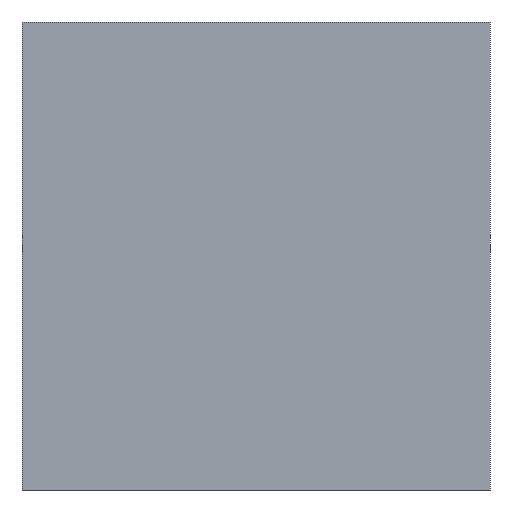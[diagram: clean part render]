
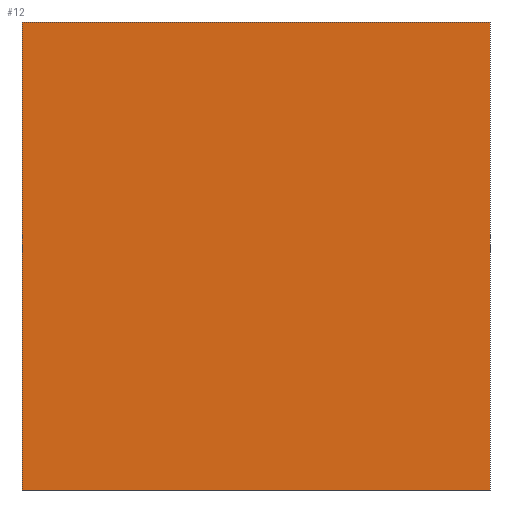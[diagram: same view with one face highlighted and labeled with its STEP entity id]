
A CAD part, left-side view. The second image highlights one B-rep face of the part: STEP entity #12.
In plain terms, the highlighted planar face has unit normal (-1, 0, 0).
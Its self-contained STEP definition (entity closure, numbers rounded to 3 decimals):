
#4 = EDGE_CURVE ( 'NONE', #57, #138, #98, .T. ) ;
#12 = ADVANCED_FACE ( 'NONE', ( #101 ), #189, .F. ) ;
#20 = LINE ( 'NONE', #149, #22 ) ;
#22 = VECTOR ( 'NONE', #162, 1000. ) ;
#24 = DIRECTION ( 'NONE',  ( 1., 0., 0. ) ) ;
#27 = CARTESIAN_POINT ( 'NONE',  ( 284.707, 79.358, 25. ) ) ;
#40 = EDGE_LOOP ( 'NONE', ( #188, #179, #121, #144 ) ) ;
#41 = VECTOR ( 'NONE', #224, 1000. ) ;
#44 = VECTOR ( 'NONE', #105, 1000. ) ;
#48 = CARTESIAN_POINT ( 'NONE',  ( 284.707, 54.358, 25. ) ) ;
#52 = CARTESIAN_POINT ( 'NONE',  ( 284.707, 54.358, 0. ) ) ;
#57 = VERTEX_POINT ( 'NONE', #27 ) ;
#61 = VECTOR ( 'NONE', #129, 1000. ) ;
#62 = CARTESIAN_POINT ( 'NONE',  ( 284.707, 79.358, 25. ) ) ;
#75 = LINE ( 'NONE', #48, #44 ) ;
#89 = VERTEX_POINT ( 'NONE', #229 ) ;
#97 = EDGE_CURVE ( 'NONE', #57, #89, #75, .T. ) ;
#98 = LINE ( 'NONE', #62, #41 ) ;
#101 = FACE_OUTER_BOUND ( 'NONE', #40, .T. ) ;
#105 = DIRECTION ( 'NONE',  ( 0., -1., 0. ) ) ;
#112 = LINE ( 'NONE', #180, #61 ) ;
#114 = DIRECTION ( 'NONE',  ( 0., 0., -1. ) ) ;
#121 = ORIENTED_EDGE ( 'NONE', *, *, #97, .F. ) ;
#129 = DIRECTION ( 'NONE',  ( 0., -1., 0. ) ) ;
#138 = VERTEX_POINT ( 'NONE', #227 ) ;
#144 = ORIENTED_EDGE ( 'NONE', *, *, #4, .T. ) ;
#149 = CARTESIAN_POINT ( 'NONE',  ( 284.707, 54.358, 25. ) ) ;
#162 = DIRECTION ( 'NONE',  ( 0., 0., -1. ) ) ;
#167 = VERTEX_POINT ( 'NONE', #52 ) ;
#172 = EDGE_CURVE ( 'NONE', #138, #167, #112, .T. ) ;
#179 = ORIENTED_EDGE ( 'NONE', *, *, #231, .F. ) ;
#180 = CARTESIAN_POINT ( 'NONE',  ( 284.707, 66.858, 0. ) ) ;
#188 = ORIENTED_EDGE ( 'NONE', *, *, #172, .T. ) ;
#189 = PLANE ( 'NONE',  #216 ) ;
#216 = AXIS2_PLACEMENT_3D ( 'NONE', #222, #24, #114 ) ;
#222 = CARTESIAN_POINT ( 'NONE',  ( 284.707, 66.858, 25. ) ) ;
#224 = DIRECTION ( 'NONE',  ( 0., 0., -1. ) ) ;
#227 = CARTESIAN_POINT ( 'NONE',  ( 284.707, 79.358, 0. ) ) ;
#229 = CARTESIAN_POINT ( 'NONE',  ( 284.707, 54.358, 25. ) ) ;
#231 = EDGE_CURVE ( 'NONE', #89, #167, #20, .T. ) ;
